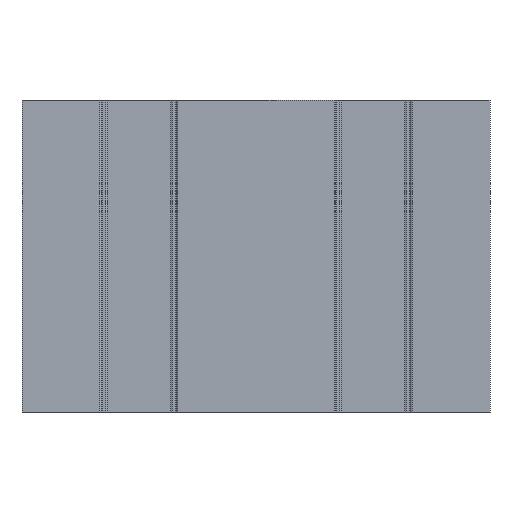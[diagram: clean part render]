
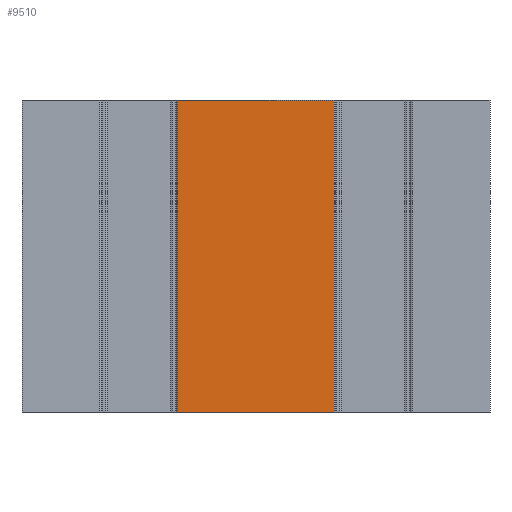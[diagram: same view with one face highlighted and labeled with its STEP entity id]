
A CAD part, left-side view. The second image highlights one B-rep face of the part: STEP entity #9510.
In plain terms, the highlighted planar face has unit normal (-1, 0, 0).
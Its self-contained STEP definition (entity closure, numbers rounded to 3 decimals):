
#874 = DIRECTION ( 'NONE',  ( 0., 0., 1. ) ) ;
#921 = ORIENTED_EDGE ( 'NONE', *, *, #12093, .T. ) ;
#2542 = LINE ( 'NONE', #20391, #13489 ) ;
#2720 = CARTESIAN_POINT ( 'NONE',  ( -60., 10., -40. ) ) ;
#3138 = LINE ( 'NONE', #13336, #5815 ) ;
#3183 = ORIENTED_EDGE ( 'NONE', *, *, #21236, .F. ) ;
#3241 = CARTESIAN_POINT ( 'NONE',  ( -60., 10., -40. ) ) ;
#3866 = EDGE_CURVE ( 'NONE', #4688, #22483, #2542, .T. ) ;
#4372 = EDGE_LOOP ( 'NONE', ( #3183, #24904, #12941, #921 ) ) ;
#4446 = PLANE ( 'NONE',  #14131 ) ;
#4688 = VERTEX_POINT ( 'NONE', #2720 ) ;
#5326 = DIRECTION ( 'NONE',  ( 0., 0., 1. ) ) ;
#5815 = VECTOR ( 'NONE', #5326, 1000. ) ;
#9510 = ADVANCED_FACE ( 'NONE', ( #22161 ), #4446, .T. ) ;
#10515 = VECTOR ( 'NONE', #13203, 1000. ) ;
#12093 = EDGE_CURVE ( 'NONE', #15493, #14967, #3138, .T. ) ;
#12478 = EDGE_CURVE ( 'NONE', #4688, #15493, #24821, .T. ) ;
#12941 = ORIENTED_EDGE ( 'NONE', *, *, #12478, .T. ) ;
#13203 = DIRECTION ( 'NONE',  ( 0., -1., 0. ) ) ;
#13207 = CARTESIAN_POINT ( 'NONE',  ( -60., 10., 0. ) ) ;
#13331 = LINE ( 'NONE', #16956, #10515 ) ;
#13336 = CARTESIAN_POINT ( 'NONE',  ( -60., -10., -40. ) ) ;
#13489 = VECTOR ( 'NONE', #874, 1000. ) ;
#14131 = AXIS2_PLACEMENT_3D ( 'NONE', #18794, #16725, #16588 ) ;
#14967 = VERTEX_POINT ( 'NONE', #23802 ) ;
#15493 = VERTEX_POINT ( 'NONE', #21127 ) ;
#16588 = DIRECTION ( 'NONE',  ( 0., -1., 0. ) ) ;
#16725 = DIRECTION ( 'NONE',  ( -1., 0., 0. ) ) ;
#16956 = CARTESIAN_POINT ( 'NONE',  ( -60., 10., 0. ) ) ;
#18794 = CARTESIAN_POINT ( 'NONE',  ( -60., 10., -40. ) ) ;
#20391 = CARTESIAN_POINT ( 'NONE',  ( -60., 10., -40. ) ) ;
#20956 = DIRECTION ( 'NONE',  ( 0., -1., 0. ) ) ;
#21127 = CARTESIAN_POINT ( 'NONE',  ( -60., -10., -40. ) ) ;
#21236 = EDGE_CURVE ( 'NONE', #22483, #14967, #13331, .T. ) ;
#22161 = FACE_OUTER_BOUND ( 'NONE', #4372, .T. ) ;
#22483 = VERTEX_POINT ( 'NONE', #13207 ) ;
#23802 = CARTESIAN_POINT ( 'NONE',  ( -60., -10., 0. ) ) ;
#24821 = LINE ( 'NONE', #3241, #24858 ) ;
#24858 = VECTOR ( 'NONE', #20956, 1000. ) ;
#24904 = ORIENTED_EDGE ( 'NONE', *, *, #3866, .F. ) ;
